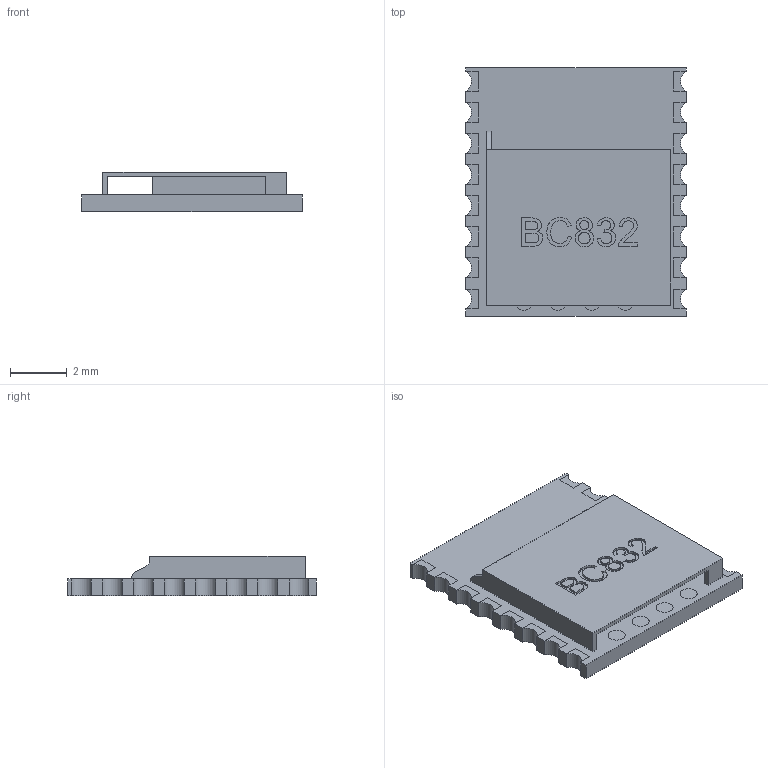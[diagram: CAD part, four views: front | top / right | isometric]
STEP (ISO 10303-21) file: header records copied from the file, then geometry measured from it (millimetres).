
FILE_DESCRIPTION( ( '' ), ' ' );
FILE_NAME( '5c3ec530706f9715d28577e7.step', '2019-01-16T05:46:25', ( '' ), ( '' ), ' ', ' ', ' ' );
FILE_SCHEMA( ( 'AUTOMOTIVE_DESIGN { 1 0 10303 214 1 1 1 1 }' ) );
Length unit declared in the file: metre
Products named in the file (38): Open CASCADE STEP translator 6.8 3; Open CASCADE STEP translator 6.8 2; Open CASCADE STEP translator 6.8 1
Bounding box: 7.8 x 8.8 x 1.4 mm (x, y, z)
Volume: 46.7 mm3; surface area: 325.8 mm2
Topology: 38 solids, 38 shells, 347 faces, 786 edges, 524 vertices
Faces by surface type: plane 233, cylinder 59, extrusion 55
Full cylindrical faces by diameter (mm): 0.6 x40
Entity records: 17136 total; most frequent: CARTESIAN_POINT 2627, ORIENTED_EDGE 1492, DIRECTION 1466, STYLED_ITEM 1093, PRESENTATION_STYLE_ASSIGNMENT 1093, COLOUR_RGB 1093, EDGE_CURVE 746, CURVE_STYLE 746
